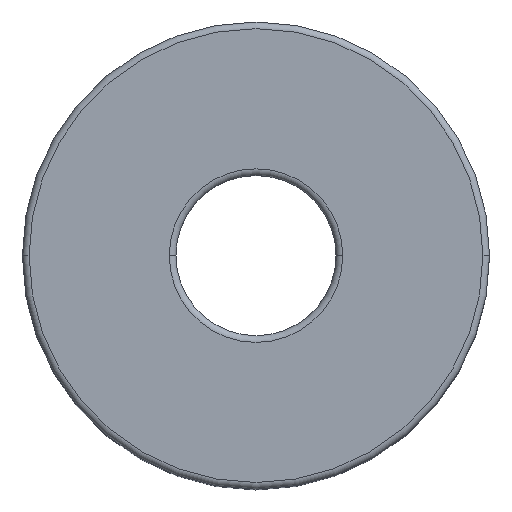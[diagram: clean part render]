
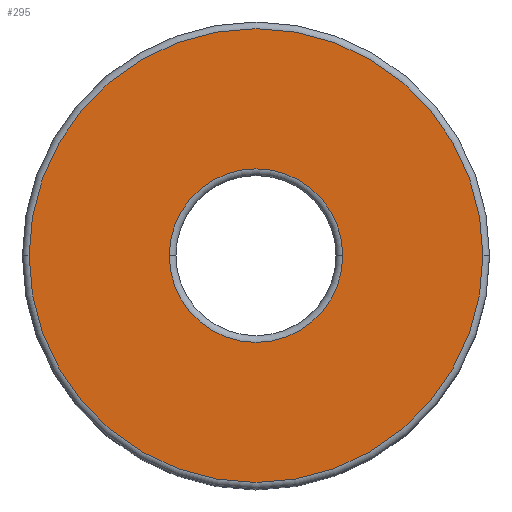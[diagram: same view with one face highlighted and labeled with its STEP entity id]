
A CAD part, top view. The second image highlights one B-rep face of the part: STEP entity #295.
In plain terms, the highlighted planar face has unit normal (0, 0, 1).
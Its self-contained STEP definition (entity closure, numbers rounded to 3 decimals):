
#11 = ORIENTED_EDGE ( 'NONE', *, *, #253, .T. ) ;
#22 = PLANE ( 'NONE',  #712 ) ;
#33 = VERTEX_POINT ( 'NONE', #444 ) ;
#51 = VERTEX_POINT ( 'NONE', #494 ) ;
#52 = CIRCLE ( 'NONE', #347, 17. ) ;
#57 = CIRCLE ( 'NONE', #147, 6.5 ) ;
#85 = DIRECTION ( 'NONE',  ( 1., 0., 0. ) ) ;
#92 = CARTESIAN_POINT ( 'NONE',  ( 17., 0., 5. ) ) ;
#94 = VERTEX_POINT ( 'NONE', #92 ) ;
#132 = FACE_OUTER_BOUND ( 'NONE', #155, .T. ) ;
#147 = AXIS2_PLACEMENT_3D ( 'NONE', #361, #577, #524 ) ;
#155 = EDGE_LOOP ( 'NONE', ( #303, #11 ) ) ;
#184 = AXIS2_PLACEMENT_3D ( 'NONE', #527, #586, #312 ) ;
#246 = DIRECTION ( 'NONE',  ( 1., 0., 0. ) ) ;
#253 = EDGE_CURVE ( 'NONE', #508, #94, #52, .T. ) ;
#260 = DIRECTION ( 'NONE',  ( 0., 0., -1. ) ) ;
#263 = EDGE_LOOP ( 'NONE', ( #545, #671 ) ) ;
#266 = AXIS2_PLACEMENT_3D ( 'NONE', #588, #260, #85 ) ;
#295 = ADVANCED_FACE ( 'NONE', ( #409, #132 ), #22, .T. ) ;
#301 = CARTESIAN_POINT ( 'NONE',  ( 0., 0., 5. ) ) ;
#303 = ORIENTED_EDGE ( 'NONE', *, *, #358, .T. ) ;
#312 = DIRECTION ( 'NONE',  ( 1., 0., 0. ) ) ;
#313 = EDGE_CURVE ( 'NONE', #51, #33, #57, .T. ) ;
#347 = AXIS2_PLACEMENT_3D ( 'NONE', #470, #590, #469 ) ;
#358 = EDGE_CURVE ( 'NONE', #94, #508, #582, .T. ) ;
#361 = CARTESIAN_POINT ( 'NONE',  ( 0., 0., 5. ) ) ;
#366 = DIRECTION ( 'NONE',  ( 0., 0., 1. ) ) ;
#409 = FACE_BOUND ( 'NONE', #263, .T. ) ;
#444 = CARTESIAN_POINT ( 'NONE',  ( 6.5, 0., 5. ) ) ;
#469 = DIRECTION ( 'NONE',  ( 1., 0., 0. ) ) ;
#470 = CARTESIAN_POINT ( 'NONE',  ( 0., 0., 5. ) ) ;
#486 = EDGE_CURVE ( 'NONE', #33, #51, #515, .T. ) ;
#494 = CARTESIAN_POINT ( 'NONE',  ( -6.5, 0., 5. ) ) ;
#508 = VERTEX_POINT ( 'NONE', #709 ) ;
#515 = CIRCLE ( 'NONE', #266, 6.5 ) ;
#524 = DIRECTION ( 'NONE',  ( 1., 0., 0. ) ) ;
#527 = CARTESIAN_POINT ( 'NONE',  ( 0., 0., 5. ) ) ;
#545 = ORIENTED_EDGE ( 'NONE', *, *, #486, .T. ) ;
#577 = DIRECTION ( 'NONE',  ( 0., 0., -1. ) ) ;
#582 = CIRCLE ( 'NONE', #184, 17. ) ;
#586 = DIRECTION ( 'NONE',  ( 0., 0., 1. ) ) ;
#588 = CARTESIAN_POINT ( 'NONE',  ( 0., 0., 5. ) ) ;
#590 = DIRECTION ( 'NONE',  ( 0., 0., 1. ) ) ;
#671 = ORIENTED_EDGE ( 'NONE', *, *, #313, .T. ) ;
#709 = CARTESIAN_POINT ( 'NONE',  ( -17., 0., 5. ) ) ;
#712 = AXIS2_PLACEMENT_3D ( 'NONE', #301, #366, #246 ) ;
